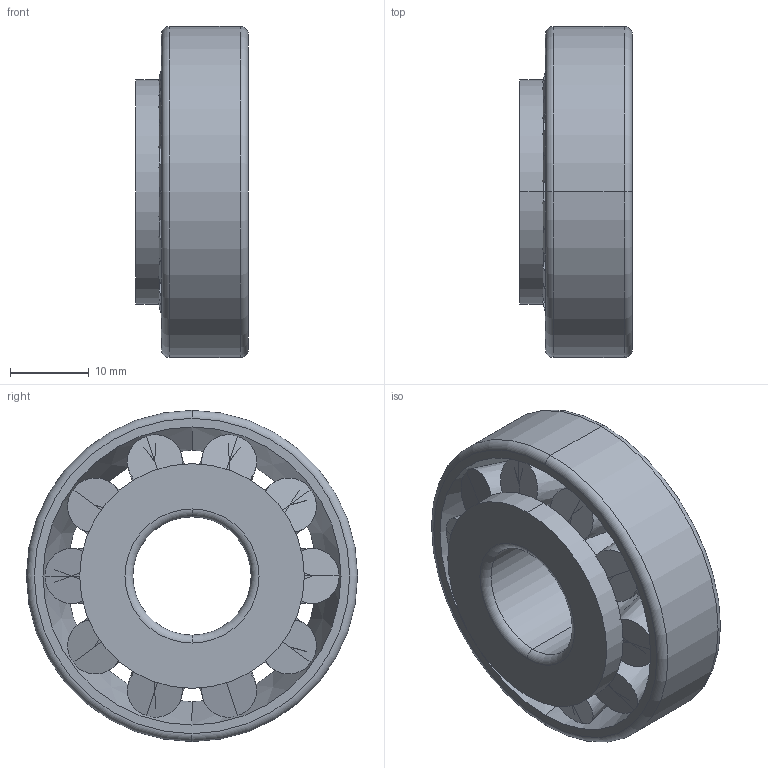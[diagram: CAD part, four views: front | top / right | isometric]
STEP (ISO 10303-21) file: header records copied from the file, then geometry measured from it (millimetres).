
FILE_DESCRIPTION (( 'STEP AP203' ), '1' );
FILE_NAME ('30302j.STEP', '2024-02-21T22:08:57', ( 'User' ), ( '' ), 'SwSTEP 2.0', 'SolidWorks 2023', '' );
FILE_SCHEMA (( 'CONFIG_CONTROL_DESIGN' ));
Length unit declared in the file: millimetre
Products named in the file (1): 30302j
Bounding box: 14.25 x 42 x 42 mm (x, y, z)
Volume: 10932.9 mm3; surface area: 8452.7 mm2
Topology: 12 solids, 12 shells, 88 faces, 196 edges, 92 vertices
Faces by surface type: cone 68, torus 8, cylinder 8, plane 4
Entity records: 2175 total; most frequent: DIRECTION 414, CARTESIAN_POINT 337, ORIENTED_EDGE 312, AXIS2_PLACEMENT_3D 169, EDGE_CURVE 156, VERTEX_POINT 92, EDGE_LOOP 92, FACE_OUTER_BOUND 88
